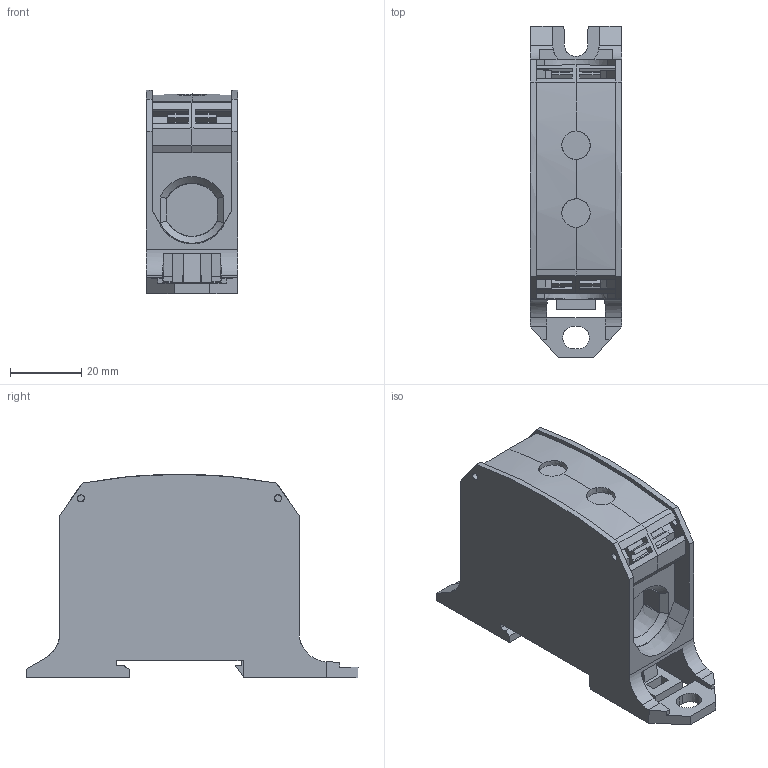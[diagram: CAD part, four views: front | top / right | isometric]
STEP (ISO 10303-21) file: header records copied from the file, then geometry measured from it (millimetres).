
FILE_DESCRIPTION(('CATIA V5 STEP Exchange','CAx-IF Rec.Pracs.--- Model Styling and Organization---1.5--- 2016-08-15','CAx-IF Rec.Pracs.---Supplemental Geometry---1.0---2011-11-01','CAx-IF Rec.Pracs.--- Composite Materials ---1.1---2010-07-15'),'2;1');
FILE_NAME ('D1463011_0', '2025-09-22T09:12:44+00:00', ('none'), ('Weidmueller'), 'CATIA Version 5-6 Release 2024 SP4', 'CATIA V5 STEP AP214 v3', 'none');
FILE_SCHEMA(('AUTOMOTIVE_DESIGN { 1 0 10303 214 1 1 1 1 }'));
Length unit declared in the file: millimetre
Products named in the file (1): 2503090000_WPD_131_1x95-1x95_GY
Bounding box: 25.5 x 92.96 x 57 mm (x, y, z)
Volume: 74216.8 mm3; surface area: 25341.9 mm2
Topology: 2 solids, 3 shells, 317 faces, 954 edges, 637 vertices
Faces by surface type: plane 258, cone 35, cylinder 21, bspline 3
Entity records: 11063 total; most frequent: CARTESIAN_POINT 3033, ORIENTED_EDGE 1908, DIRECTION 1279, EDGE_CURVE 954, VECTOR 762, LINE 762, VERTEX_POINT 637, EDGE_LOOP 333
